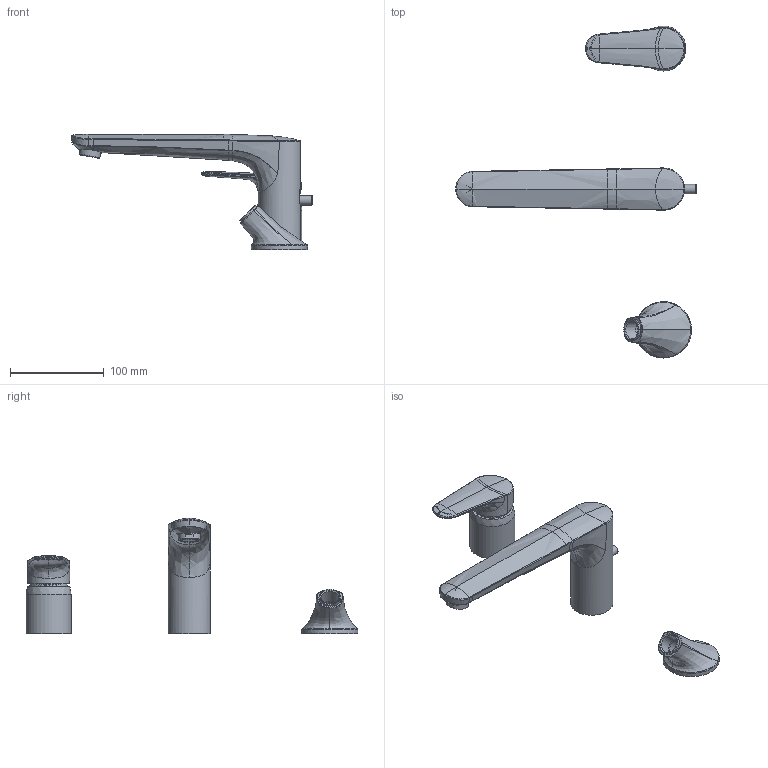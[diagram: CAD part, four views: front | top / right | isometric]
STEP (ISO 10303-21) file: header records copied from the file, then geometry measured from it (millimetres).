
FILE_DESCRIPTION(/* description */ (''),/* implementation_level */ '2;1');
FILE_NAME(/* name */ '3D_TVT105001000_O.NovoStart.step',/* time_stamp */ '2022-11-29T16:44:39+01:00',/* author */ (''),/* organization */ (''),/* preprocessor_version */ 'ST-DEVELOPER v19.2',/* originating_system */ 'Autodesk Translation Framework v11.17.0.187',/* authorisation */ '');
FILE_SCHEMA (('AUTOMOTIVE_DESIGN { 1 0 10303 214 3 1 1 }'));
Length unit declared in the file: millimetre
Products named in the file (78): (Nicht gespeichert); 25494-01_ASM; 80T258072QD; Komponente77; 86T23603_ASM; 86T23603; 8J14X2A_AF0; 8XJ102X45X35; 8JT2B472_ASM; 8JT2B472; 8J32X215_AF0; 52T2B407-00_ASM; 50G2B465_ASM; 50G2B465; 8J22X25A; 8J16X22A_AF0; 8J16X22A_AF1; 5NG2B472_ASM; 80J25494; 5NG2B472; 8TH23603; 8XJ15X5X5; 80N28375-00_ASM; 80N28375; 81N28375; 8NM28375; 52T2B407; J92031SL0; 81T94015; 6JT1A2D1_ASM; 6JT1A2D1; 8J19X11X3; 8J14X7X3A; 8JT15A12B; H41151-10X53X2; 50D2B320; 8CM5X7; M24021_ASM; 24X1-03; 24X1-02 ...
Assembly tree (84 placements, depth 5):
  (Nicht gespeichert)
    25494-01_ASM
      80T258072QD
        Komponente77
      86T23603_ASM
        86T23603
        8J14X2A_AF0
        8XJ102X45X35
      8JT2B472_ASM
        8JT2B472
        8J32X215_AF0
      52T2B407-00_ASM
        50G2B465_ASM
          50G2B465
          8J22X25A
          8J16X22A_AF0
          8J16X22A_AF1
        5NG2B472_ASM
          80J25494
          5NG2B472
          8TH23603
          8XJ15X5X5
        80N28375-00_ASM
          80N28375
          81N28375
          8NM28375
          8RM6X15  x3
        52T2B407
        J92031SL0
        81T94015
        6JT1A2D1_ASM
          6JT1A2D1
          8J19X11X3
        8J14X7X3A
        8JT15A12B
        H41151-10X53X2
      50D2B320
      8CM5X7
      M24021_ASM
        24X1-03
        24X1-02
        24X1-01
      8J38X25
    25494-2_ASM
      25494-005_ASM
        80T28495
          Komponente76
        D35P-1A
        8YG35000
        8ZG97000
        80P35WNT2
        8EM5X5
        80N81051
        8J43X25
      28431-002_ASM
        8JG28169
        81N56013
        82N56013
        8NM12X1
        8DQ11X85X2  x2
Bounding box: 256.5 x 354 x 123 mm (x, y, z)
Volume: 134631.2 mm3; surface area: 89580.2 mm2
Topology: 5 solids, 11 shells, 232 faces, 552 edges, 335 vertices
Faces by surface type: bspline 144, plane 37, cylinder 31, cone 13, torus 6, sphere 1
Full cylindrical faces by diameter (mm): 5.5 x1, 6.7 x1, 7.85 x1, 10 x1, 16.2 x1, 17.4 x1, 18 x1, 19 x2, 20 x1, 21.6 x1, 22.3 x1, 23.5 x1, 24.5 x1, 25 x1, 33 x1, 35.6 x1, 45 x1, 48 x1, 60 x1
Entity records: 28091 total; most frequent: CARTESIAN_POINT 21486, ORIENTED_EDGE 1050, DIRECTION 996, EDGE_CURVE 547, AXIS2_PLACEMENT_3D 454, VERTEX_POINT 335, EDGE_LOOP 257, B_SPLINE_CURVE_WITH_KNOTS 252
